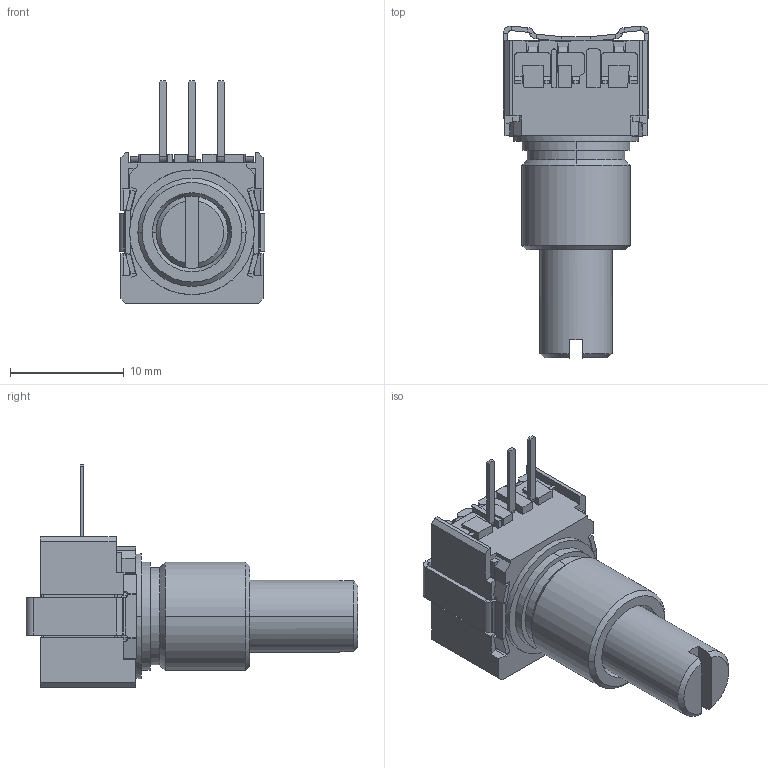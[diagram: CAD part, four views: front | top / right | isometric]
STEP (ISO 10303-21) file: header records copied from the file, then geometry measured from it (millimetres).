
FILE_DESCRIPTION((''),'2;1');
FILE_NAME('51AAD-B24','2012-04-10T',('RICKB'),('Bourns, Inc.'),'PRO/ENGINEER BY PARAMETRIC TECHNOLOGY CORPORATION, 2010100','PRO/ENGINEER BY PARAMETRIC TECHNOLOGY CORPORATION, 2010100','');
FILE_SCHEMA(('CONFIG_CONTROL_DESIGN'));
Length unit declared in the file: inch
Products named in the file (1): 51AAD-B24
Bounding box: 12.81 x 29.21 x 19.58 mm (x, y, z)
Volume: 2293.3 mm3; surface area: 2119.2 mm2
Topology: 2 solids, 5 shells, 483 faces, 1253 edges, 767 vertices
Faces by surface type: plane 360, cylinder 92, bspline 23, cone 8
Entity records: 15090 total; most frequent: CARTESIAN_POINT 3416, ORIENTED_EDGE 2498, DIRECTION 2273, EDGE_CURVE 1249, VECTOR 975, LINE 975, VERTEX_POINT 767, AXIS2_PLACEMENT_3D 649
